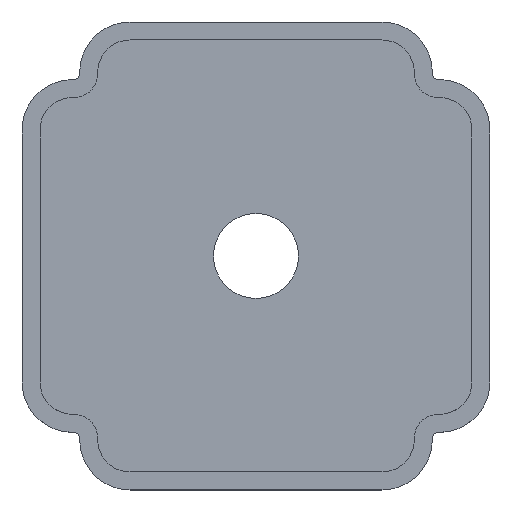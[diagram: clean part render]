
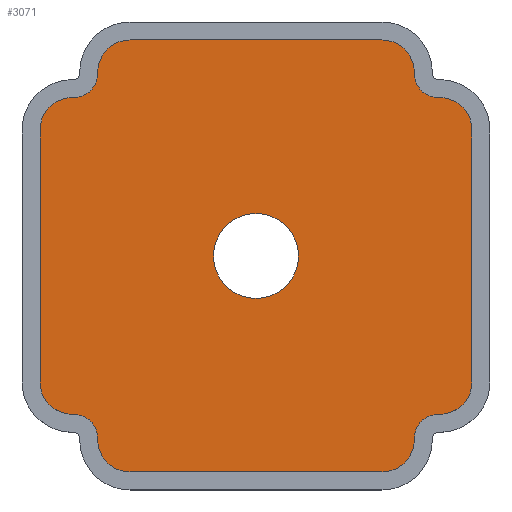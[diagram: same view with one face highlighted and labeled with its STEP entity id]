
A CAD part, top view. The second image highlights one B-rep face of the part: STEP entity #3071.
In plain terms, the highlighted planar face has unit normal (0, 0, 1).
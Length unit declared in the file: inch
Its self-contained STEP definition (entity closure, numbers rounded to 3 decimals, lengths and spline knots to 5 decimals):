
#788=DIRECTION('',(1.,0.,0.));
#789=VECTOR('',#788,0.01);
#790=CARTESIAN_POINT('',(1.265,-1.1,0.168));
#791=LINE('',#790,#789);
#792=CARTESIAN_POINT('',(1.265,-1.265,0.168));
#793=DIRECTION('',(0.,0.,-1.));
#794=DIRECTION('',(-1.,0.,0.));
#795=AXIS2_PLACEMENT_3D('',#792,#793,#794);
#797=DIRECTION('',(0.,1.,0.));
#798=VECTOR('',#797,0.01);
#799=CARTESIAN_POINT('',(1.1,-1.275,0.168));
#800=LINE('',#799,#798);
#801=CARTESIAN_POINT('',(0.875,-1.275,0.168));
#802=DIRECTION('',(0.,0.,1.));
#803=DIRECTION('',(0.,-1.,0.));
#804=AXIS2_PLACEMENT_3D('',#801,#802,#803);
#806=DIRECTION('',(1.,0.,0.));
#807=VECTOR('',#806,1.75);
#808=CARTESIAN_POINT('',(-0.875,-1.5,0.168));
#809=LINE('',#808,#807);
#810=CARTESIAN_POINT('',(-0.875,-1.275,0.168));
#811=DIRECTION('',(0.,0.,1.));
#812=DIRECTION('',(-1.,0.,0.));
#813=AXIS2_PLACEMENT_3D('',#810,#811,#812);
#815=DIRECTION('',(0.,-1.,0.));
#816=VECTOR('',#815,0.01);
#817=CARTESIAN_POINT('',(-1.1,-1.265,0.168));
#818=LINE('',#817,#816);
#819=CARTESIAN_POINT('',(-1.265,-1.265,0.168));
#820=DIRECTION('',(0.,0.,-1.));
#821=DIRECTION('',(0.,1.,0.));
#822=AXIS2_PLACEMENT_3D('',#819,#820,#821);
#824=DIRECTION('',(1.,0.,0.));
#825=VECTOR('',#824,0.01);
#826=CARTESIAN_POINT('',(-1.275,-1.1,0.168));
#827=LINE('',#826,#825);
#828=CARTESIAN_POINT('',(-1.275,-0.875,0.168));
#829=DIRECTION('',(0.,0.,1.));
#830=DIRECTION('',(-1.,0.,0.));
#831=AXIS2_PLACEMENT_3D('',#828,#829,#830);
#833=DIRECTION('',(0.,-1.,0.));
#834=VECTOR('',#833,1.75);
#835=CARTESIAN_POINT('',(-1.5,0.875,0.168));
#836=LINE('',#835,#834);
#837=CARTESIAN_POINT('',(-1.275,0.875,0.168));
#838=DIRECTION('',(0.,0.,1.));
#839=DIRECTION('',(0.,1.,0.));
#840=AXIS2_PLACEMENT_3D('',#837,#838,#839);
#842=DIRECTION('',(-1.,0.,0.));
#843=VECTOR('',#842,0.01);
#844=CARTESIAN_POINT('',(-1.265,1.1,0.168));
#845=LINE('',#844,#843);
#846=CARTESIAN_POINT('',(-1.265,1.265,0.168));
#847=DIRECTION('',(0.,0.,-1.));
#848=DIRECTION('',(1.,0.,0.));
#849=AXIS2_PLACEMENT_3D('',#846,#847,#848);
#851=DIRECTION('',(0.,-1.,0.));
#852=VECTOR('',#851,0.01);
#853=CARTESIAN_POINT('',(-1.1,1.275,0.168));
#854=LINE('',#853,#852);
#855=CARTESIAN_POINT('',(-0.875,1.275,0.168));
#856=DIRECTION('',(0.,0.,1.));
#857=DIRECTION('',(0.,1.,0.));
#858=AXIS2_PLACEMENT_3D('',#855,#856,#857);
#860=DIRECTION('',(-1.,0.,0.));
#861=VECTOR('',#860,1.75);
#862=CARTESIAN_POINT('',(0.875,1.5,0.168));
#863=LINE('',#862,#861);
#864=CARTESIAN_POINT('',(0.875,1.275,0.168));
#865=DIRECTION('',(0.,0.,1.));
#866=DIRECTION('',(1.,0.,0.));
#867=AXIS2_PLACEMENT_3D('',#864,#865,#866);
#869=DIRECTION('',(0.,1.,0.));
#870=VECTOR('',#869,0.01);
#871=CARTESIAN_POINT('',(1.1,1.265,0.168));
#872=LINE('',#871,#870);
#873=CARTESIAN_POINT('',(1.265,1.265,0.168));
#874=DIRECTION('',(0.,0.,-1.));
#875=DIRECTION('',(0.,-1.,0.));
#876=AXIS2_PLACEMENT_3D('',#873,#874,#875);
#878=DIRECTION('',(-1.,0.,0.));
#879=VECTOR('',#878,0.01);
#880=CARTESIAN_POINT('',(1.275,1.1,0.168));
#881=LINE('',#880,#879);
#882=CARTESIAN_POINT('',(1.275,0.875,0.168));
#883=DIRECTION('',(0.,0.,1.));
#884=DIRECTION('',(1.,0.,0.));
#885=AXIS2_PLACEMENT_3D('',#882,#883,#884);
#887=DIRECTION('',(0.,1.,0.));
#888=VECTOR('',#887,1.75);
#889=CARTESIAN_POINT('',(1.5,-0.875,0.168));
#890=LINE('',#889,#888);
#891=CARTESIAN_POINT('',(1.275,-0.875,0.168));
#892=DIRECTION('',(0.,0.,1.));
#893=DIRECTION('',(0.,-1.,0.));
#894=AXIS2_PLACEMENT_3D('',#891,#892,#893);
#896=CARTESIAN_POINT('',(0.,0.,0.168));
#897=DIRECTION('',(0.,0.,1.));
#898=DIRECTION('',(1.,0.,0.));
#899=AXIS2_PLACEMENT_3D('',#896,#897,#898);
#901=CARTESIAN_POINT('',(0.,0.,0.168));
#902=DIRECTION('',(0.,0.,1.));
#903=DIRECTION('',(-1.,0.,0.));
#904=AXIS2_PLACEMENT_3D('',#901,#902,#903);
#1782=CARTESIAN_POINT('',(1.265,-1.1,0.168));
#1783=CARTESIAN_POINT('',(1.275,-1.1,0.168));
#1784=VERTEX_POINT('',#1782);
#1785=VERTEX_POINT('',#1783);
#1786=CARTESIAN_POINT('',(1.5,-0.875,0.168));
#1787=VERTEX_POINT('',#1786);
#1788=CARTESIAN_POINT('',(1.5,0.875,0.168));
#1789=VERTEX_POINT('',#1788);
#1790=CARTESIAN_POINT('',(1.275,1.1,0.168));
#1791=VERTEX_POINT('',#1790);
#1792=CARTESIAN_POINT('',(1.265,1.1,0.168));
#1793=VERTEX_POINT('',#1792);
#1794=CARTESIAN_POINT('',(1.1,1.265,0.168));
#1795=VERTEX_POINT('',#1794);
#1796=CARTESIAN_POINT('',(1.1,1.275,0.168));
#1797=VERTEX_POINT('',#1796);
#1798=CARTESIAN_POINT('',(0.875,1.5,0.168));
#1799=VERTEX_POINT('',#1798);
#1800=CARTESIAN_POINT('',(-0.875,1.5,0.168));
#1801=VERTEX_POINT('',#1800);
#1802=CARTESIAN_POINT('',(-1.1,1.275,0.168));
#1803=VERTEX_POINT('',#1802);
#1804=CARTESIAN_POINT('',(-1.1,1.265,0.168));
#1805=VERTEX_POINT('',#1804);
#1806=CARTESIAN_POINT('',(-1.265,1.1,0.168));
#1807=VERTEX_POINT('',#1806);
#1808=CARTESIAN_POINT('',(-1.275,1.1,0.168));
#1809=VERTEX_POINT('',#1808);
#1810=CARTESIAN_POINT('',(-1.5,0.875,0.168));
#1811=VERTEX_POINT('',#1810);
#1812=CARTESIAN_POINT('',(-1.5,-0.875,0.168));
#1813=VERTEX_POINT('',#1812);
#1814=CARTESIAN_POINT('',(-1.275,-1.1,0.168));
#1815=VERTEX_POINT('',#1814);
#1816=CARTESIAN_POINT('',(-1.265,-1.1,0.168));
#1817=VERTEX_POINT('',#1816);
#1818=CARTESIAN_POINT('',(-1.1,-1.265,0.168));
#1819=VERTEX_POINT('',#1818);
#1820=CARTESIAN_POINT('',(-1.1,-1.275,0.168));
#1821=VERTEX_POINT('',#1820);
#1822=CARTESIAN_POINT('',(-0.875,-1.5,0.168));
#1823=VERTEX_POINT('',#1822);
#1824=CARTESIAN_POINT('',(0.875,-1.5,0.168));
#1825=VERTEX_POINT('',#1824);
#1826=CARTESIAN_POINT('',(1.1,-1.275,0.168));
#1827=VERTEX_POINT('',#1826);
#1828=CARTESIAN_POINT('',(1.1,-1.265,0.168));
#1829=VERTEX_POINT('',#1828);
#1974=CARTESIAN_POINT('',(0.295,0.,0.168));
#1975=CARTESIAN_POINT('',(-0.295,0.,0.168));
#1976=VERTEX_POINT('',#1974);
#1977=VERTEX_POINT('',#1975);
#3011=CARTESIAN_POINT('',(0.,0.,0.168));
#3012=DIRECTION('',(0.,0.,1.));
#3013=DIRECTION('',(-1.,0.,0.));
#3014=AXIS2_PLACEMENT_3D('',#3011,#3012,#3013);
#3015=PLANE('',#3014);
#3017=ORIENTED_EDGE('',*,*,#3016,.F.);
#3019=ORIENTED_EDGE('',*,*,#3018,.F.);
#3021=ORIENTED_EDGE('',*,*,#3020,.F.);
#3023=ORIENTED_EDGE('',*,*,#3022,.F.);
#3025=ORIENTED_EDGE('',*,*,#3024,.F.);
#3027=ORIENTED_EDGE('',*,*,#3026,.F.);
#3029=ORIENTED_EDGE('',*,*,#3028,.F.);
#3031=ORIENTED_EDGE('',*,*,#3030,.F.);
#3033=ORIENTED_EDGE('',*,*,#3032,.F.);
#3035=ORIENTED_EDGE('',*,*,#3034,.F.);
#3037=ORIENTED_EDGE('',*,*,#3036,.F.);
#3039=ORIENTED_EDGE('',*,*,#3038,.F.);
#3041=ORIENTED_EDGE('',*,*,#3040,.F.);
#3043=ORIENTED_EDGE('',*,*,#3042,.F.);
#3045=ORIENTED_EDGE('',*,*,#3044,.F.);
#3047=ORIENTED_EDGE('',*,*,#3046,.F.);
#3049=ORIENTED_EDGE('',*,*,#3048,.F.);
#3051=ORIENTED_EDGE('',*,*,#3050,.F.);
#3053=ORIENTED_EDGE('',*,*,#3052,.F.);
#3055=ORIENTED_EDGE('',*,*,#3054,.F.);
#3057=ORIENTED_EDGE('',*,*,#3056,.F.);
#3059=ORIENTED_EDGE('',*,*,#3058,.F.);
#3061=ORIENTED_EDGE('',*,*,#3060,.F.);
#3063=ORIENTED_EDGE('',*,*,#3062,.F.);
#3064=EDGE_LOOP('',(#3017,#3019,#3021,#3023,#3025,#3027,#3029,#3031,#3033,#3035,
#3037,#3039,#3041,#3043,#3045,#3047,#3049,#3051,#3053,#3055,#3057,#3059,#3061,
#3063));
#3065=FACE_OUTER_BOUND('',#3064,.F.);
#3066=ORIENTED_EDGE('',*,*,#3001,.T.);
#3068=ORIENTED_EDGE('',*,*,#3067,.T.);
#3069=EDGE_LOOP('',(#3066,#3068));
#3070=FACE_BOUND('',#3069,.F.);
#3071=ADVANCED_FACE('',(#3065,#3070),#3015,.T.);
#796=CIRCLE('',#795,0.165);
#805=CIRCLE('',#804,0.225);
#814=CIRCLE('',#813,0.225);
#823=CIRCLE('',#822,0.165);
#832=CIRCLE('',#831,0.225);
#841=CIRCLE('',#840,0.225);
#850=CIRCLE('',#849,0.165);
#859=CIRCLE('',#858,0.225);
#868=CIRCLE('',#867,0.225);
#877=CIRCLE('',#876,0.165);
#886=CIRCLE('',#885,0.225);
#895=CIRCLE('',#894,0.225);
#900=CIRCLE('',#899,0.295);
#905=CIRCLE('',#904,0.295);
#3001=EDGE_CURVE('',#1976,#1977,#900,.T.);
#3016=EDGE_CURVE('',#1784,#1785,#791,.T.);
#3018=EDGE_CURVE('',#1829,#1784,#796,.T.);
#3020=EDGE_CURVE('',#1827,#1829,#800,.T.);
#3022=EDGE_CURVE('',#1825,#1827,#805,.T.);
#3024=EDGE_CURVE('',#1823,#1825,#809,.T.);
#3026=EDGE_CURVE('',#1821,#1823,#814,.T.);
#3028=EDGE_CURVE('',#1819,#1821,#818,.T.);
#3030=EDGE_CURVE('',#1817,#1819,#823,.T.);
#3032=EDGE_CURVE('',#1815,#1817,#827,.T.);
#3034=EDGE_CURVE('',#1813,#1815,#832,.T.);
#3036=EDGE_CURVE('',#1811,#1813,#836,.T.);
#3038=EDGE_CURVE('',#1809,#1811,#841,.T.);
#3040=EDGE_CURVE('',#1807,#1809,#845,.T.);
#3042=EDGE_CURVE('',#1805,#1807,#850,.T.);
#3044=EDGE_CURVE('',#1803,#1805,#854,.T.);
#3046=EDGE_CURVE('',#1801,#1803,#859,.T.);
#3048=EDGE_CURVE('',#1799,#1801,#863,.T.);
#3050=EDGE_CURVE('',#1797,#1799,#868,.T.);
#3052=EDGE_CURVE('',#1795,#1797,#872,.T.);
#3054=EDGE_CURVE('',#1793,#1795,#877,.T.);
#3056=EDGE_CURVE('',#1791,#1793,#881,.T.);
#3058=EDGE_CURVE('',#1789,#1791,#886,.T.);
#3060=EDGE_CURVE('',#1787,#1789,#890,.T.);
#3062=EDGE_CURVE('',#1785,#1787,#895,.T.);
#3067=EDGE_CURVE('',#1977,#1976,#905,.T.);
